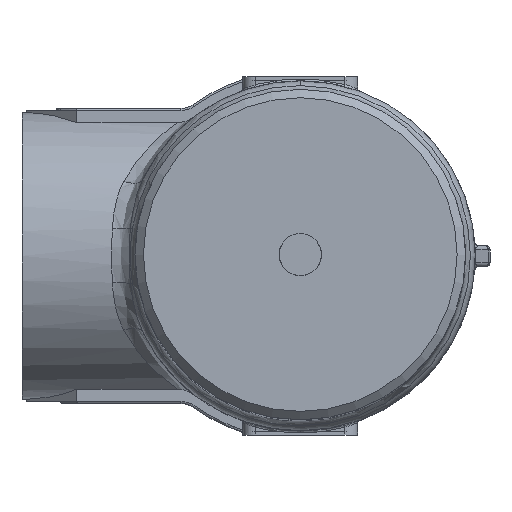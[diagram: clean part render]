
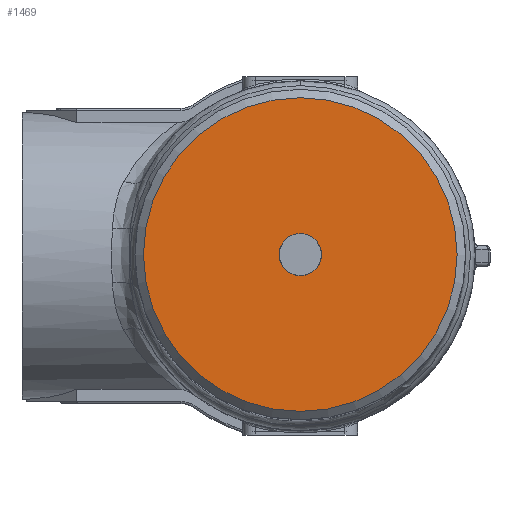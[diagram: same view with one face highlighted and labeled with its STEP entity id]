
A CAD part, top view. The second image highlights one B-rep face of the part: STEP entity #1469.
In plain terms, the highlighted planar face has unit normal (0, 0, 1).
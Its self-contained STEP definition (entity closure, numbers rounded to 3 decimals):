
#767=CARTESIAN_POINT('',(-0.,37.2,193.5));
#768=VERTEX_POINT('',#767);
#775=CARTESIAN_POINT('',(0.,-37.2,193.5));
#776=VERTEX_POINT('',#775);
#777=CARTESIAN_POINT('',(0.,-0.,193.5));
#778=DIRECTION('',(0.,0.,-1.));
#779=DIRECTION('',(0.,1.,0.));
#780=AXIS2_PLACEMENT_3D('',#777,#778,#779);
#781=CIRCLE('',#780,37.2);
#782=EDGE_CURVE('NONE',#768,#776,#781,.T.);
#784=CARTESIAN_POINT('',(0.,-0.,193.5));
#785=DIRECTION('',(0.,0.,-1.));
#786=DIRECTION('',(0.,1.,0.));
#787=AXIS2_PLACEMENT_3D('',#784,#785,#786);
#788=CIRCLE('',#787,37.2);
#789=EDGE_CURVE('NONE',#776,#768,#788,.T.);
#802=CARTESIAN_POINT('',(-0.,5.,193.5));
#803=VERTEX_POINT('',#802);
#829=CARTESIAN_POINT('',(0.,-5.,193.5));
#830=VERTEX_POINT('',#829);
#831=CARTESIAN_POINT('',(0.,-0.,193.5));
#832=DIRECTION('',(0.,0.,-1.));
#833=DIRECTION('',(0.,1.,0.));
#834=AXIS2_PLACEMENT_3D('',#831,#832,#833);
#835=CIRCLE('',#834,5.);
#836=EDGE_CURVE('NONE',#830,#803,#835,.T.);
#838=CARTESIAN_POINT('',(0.,-0.,193.5));
#839=DIRECTION('',(0.,0.,-1.));
#840=DIRECTION('',(0.,1.,0.));
#841=AXIS2_PLACEMENT_3D('',#838,#839,#840);
#842=CIRCLE('',#841,5.);
#843=EDGE_CURVE('NONE',#803,#830,#842,.T.);
#1456=CARTESIAN_POINT('',(-37.2,-0.,193.5));
#1457=DIRECTION('',(0.,0.,-1.));
#1458=DIRECTION('',(0.,1.,0.));
#1459=AXIS2_PLACEMENT_3D('',#1456,#1457,#1458);
#1460=PLANE('',#1459);
#1461=ORIENTED_EDGE('',*,*,#782,.F.);
#1462=ORIENTED_EDGE('',*,*,#789,.F.);
#1463=EDGE_LOOP('',(#1461,#1462));
#1464=FACE_BOUND('',#1463,.T.);
#1465=ORIENTED_EDGE('',*,*,#843,.T.);
#1466=ORIENTED_EDGE('',*,*,#836,.T.);
#1467=EDGE_LOOP('',(#1465,#1466));
#1468=FACE_BOUND('',#1467,.T.);
#1469=ADVANCED_FACE('NONE',(#1464,#1468),#1460,.F.);
